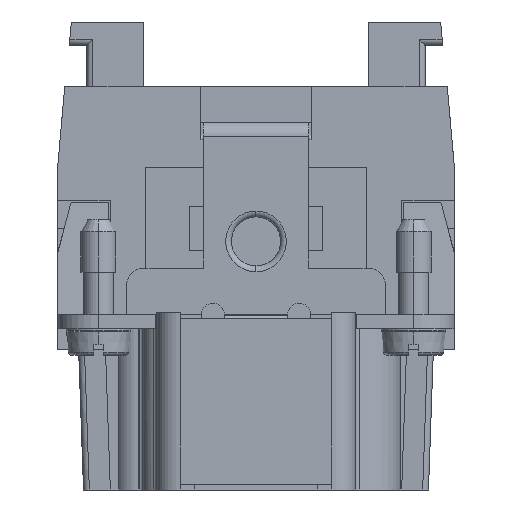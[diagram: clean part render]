
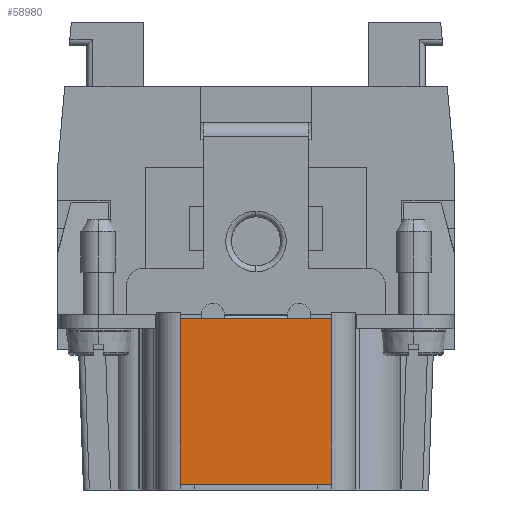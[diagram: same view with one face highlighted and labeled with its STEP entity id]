
A CAD part, left-side view. The second image highlights one B-rep face of the part: STEP entity #58980.
In plain terms, the highlighted face is planar.
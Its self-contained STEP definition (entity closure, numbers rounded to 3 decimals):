
#50010=CARTESIAN_POINT('',(88.846,85.176,
-4.8));
#50020=VERTEX_POINT('',#50010);
#50050=CARTESIAN_POINT('',(88.846,127.259,
-4.8));
#50060=DIRECTION('',(0.,1.,0.));
#50070=VECTOR('',#50060,1000.);
#50080=LINE('',#50050,#50070);
#50090=CARTESIAN_POINT('',(88.846,72.176,
-4.8));
#50100=VERTEX_POINT('',#50090);
#50110=EDGE_CURVE('',#50100,#50020,#50080,.T.);
#58680=CARTESIAN_POINT('',(88.846,95.676,
-18.9));
#58690=DIRECTION('',(1.,0.,0.));
#58700=DIRECTION('',(0.,-1.,0.));
#58710=AXIS2_PLACEMENT_3D('',#58680,#58690,#58700);
#58720=PLANE('',#58710);
#58730=CARTESIAN_POINT('',(88.846,72.176,
0.));
#58740=DIRECTION('',(0.,0.,-1.));
#58750=VECTOR('',#58740,1000.);
#58760=LINE('',#58730,#58750);
#58770=CARTESIAN_POINT('',(88.846,72.176,
-19.));
#58780=VERTEX_POINT('',#58770);
#58790=EDGE_CURVE('',#50100,#58780,#58760,.T.);
#58800=ORIENTED_EDGE('',*,*,#58790,.T.);
#58810=ORIENTED_EDGE('',*,*,#50110,.F.);
#58820=CARTESIAN_POINT('',(88.846,85.176,
0.));
#58830=DIRECTION('',(0.,0.,1.));
#58840=VECTOR('',#58830,1000.);
#58850=LINE('',#58820,#58840);
#58860=CARTESIAN_POINT('',(88.846,85.176,
-19.));
#58870=VERTEX_POINT('',#58860);
#58880=EDGE_CURVE('',#58870,#50020,#58850,.T.);
#58890=ORIENTED_EDGE('',*,*,#58880,.T.);
#58900=CARTESIAN_POINT('',(88.846,127.259,
-19.));
#58910=DIRECTION('',(0.,-1.,0.));
#58920=VECTOR('',#58910,1000.);
#58930=LINE('',#58900,#58920);
#58940=EDGE_CURVE('',#58870,#58780,#58930,.T.);
#58950=ORIENTED_EDGE('',*,*,#58940,.F.);
#58960=EDGE_LOOP('',(#58950,#58890,#58810,#58800));
#58970=FACE_OUTER_BOUND('',#58960,.T.);
#58980=ADVANCED_FACE('',(#58970),#58720,.T.);
